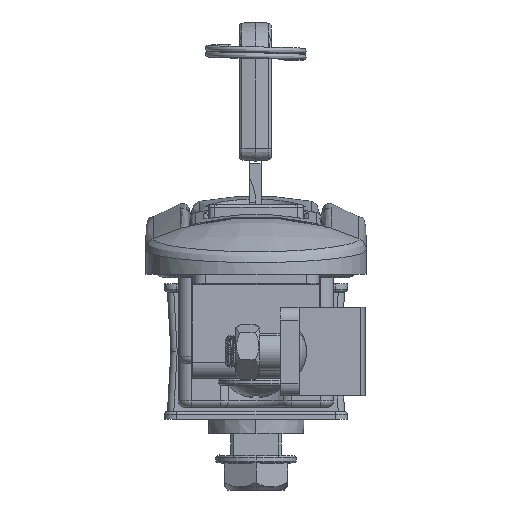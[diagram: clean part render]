
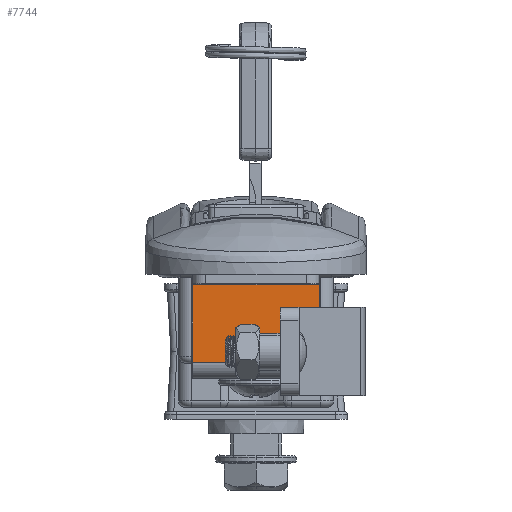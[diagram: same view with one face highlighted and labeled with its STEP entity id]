
A CAD part, left-side view. The second image highlights one B-rep face of the part: STEP entity #7744.
In plain terms, the highlighted planar face has unit normal (-1, 0, 0).
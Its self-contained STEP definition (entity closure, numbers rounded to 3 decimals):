
#1505 = DIRECTION ( 'NONE',  ( 0., -1., 0. ) ) ;
#3216 = ORIENTED_EDGE ( 'NONE', *, *, #20424, .T. ) ;
#4753 = CARTESIAN_POINT ( 'NONE',  ( -80.45, -10., -1.6 ) ) ;
#6708 = VECTOR ( 'NONE', #1505, 1000. ) ;
#7423 = VERTEX_POINT ( 'NONE', #29451 ) ;
#7744 = ADVANCED_FACE ( 'NONE', ( #42212 ), #39496, .T. ) ;
#8368 = LINE ( 'NONE', #38762, #20269 ) ;
#8555 = DIRECTION ( 'NONE',  ( 0., -1., 0. ) ) ;
#11354 = VERTEX_POINT ( 'NONE', #39489 ) ;
#11384 = CARTESIAN_POINT ( 'NONE',  ( -80.45, 10., -1.5 ) ) ;
#13827 = EDGE_CURVE ( 'NONE', #7423, #32791, #35158, .T. ) ;
#14907 = CARTESIAN_POINT ( 'NONE',  ( -80.45, 10., -1.6 ) ) ;
#16620 = CARTESIAN_POINT ( 'NONE',  ( -80.45, 10., -13.9 ) ) ;
#17637 = EDGE_LOOP ( 'NONE', ( #24377, #22602, #43985, #3216 ) ) ;
#19257 = LINE ( 'NONE', #23905, #19752 ) ;
#19752 = VECTOR ( 'NONE', #23677, 1000. ) ;
#20269 = VECTOR ( 'NONE', #28218, 1000. ) ;
#20424 = EDGE_CURVE ( 'NONE', #35504, #11354, #39527, .T. ) ;
#21343 = EDGE_CURVE ( 'NONE', #7423, #35504, #19257, .T. ) ;
#22602 = ORIENTED_EDGE ( 'NONE', *, *, #13827, .F. ) ;
#23231 = VECTOR ( 'NONE', #8555, 1000. ) ;
#23677 = DIRECTION ( 'NONE',  ( 0., 0., -1. ) ) ;
#23905 = CARTESIAN_POINT ( 'NONE',  ( -80.45, 10., -1.5 ) ) ;
#24377 = ORIENTED_EDGE ( 'NONE', *, *, #29907, .F. ) ;
#25131 = DIRECTION ( 'NONE',  ( -1., 0., 0. ) ) ;
#28218 = DIRECTION ( 'NONE',  ( 0., 0., -1. ) ) ;
#29451 = CARTESIAN_POINT ( 'NONE',  ( -80.45, 10., -1.6 ) ) ;
#29907 = EDGE_CURVE ( 'NONE', #32791, #11354, #8368, .T. ) ;
#32791 = VERTEX_POINT ( 'NONE', #4753 ) ;
#33162 = AXIS2_PLACEMENT_3D ( 'NONE', #11384, #25131, #38842 ) ;
#35158 = LINE ( 'NONE', #14907, #23231 ) ;
#35504 = VERTEX_POINT ( 'NONE', #16620 ) ;
#38762 = CARTESIAN_POINT ( 'NONE',  ( -80.45, -10., -1.5 ) ) ;
#38842 = DIRECTION ( 'NONE',  ( 0., 1., 0. ) ) ;
#39311 = CARTESIAN_POINT ( 'NONE',  ( -80.45, 10., -13.9 ) ) ;
#39489 = CARTESIAN_POINT ( 'NONE',  ( -80.45, -10., -13.9 ) ) ;
#39496 = PLANE ( 'NONE',  #33162 ) ;
#39527 = LINE ( 'NONE', #39311, #6708 ) ;
#42212 = FACE_OUTER_BOUND ( 'NONE', #17637, .T. ) ;
#43985 = ORIENTED_EDGE ( 'NONE', *, *, #21343, .T. ) ;
